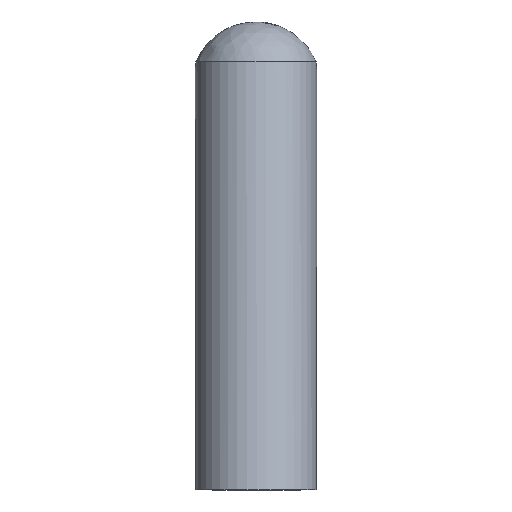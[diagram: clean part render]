
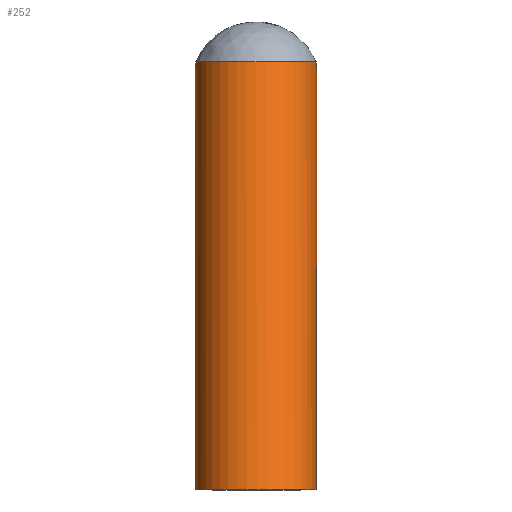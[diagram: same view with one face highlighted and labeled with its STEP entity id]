
A CAD part, front view. The second image highlights one B-rep face of the part: STEP entity #252.
In plain terms, the highlighted cylindrical face has radius 26.52 mm (diameter 53.04 mm), a partial arc.
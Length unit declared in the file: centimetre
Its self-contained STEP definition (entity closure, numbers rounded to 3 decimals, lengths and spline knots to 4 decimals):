
#17=CYLINDRICAL_SURFACE('',#305,2.652);
#23=LINE('',#480,#31);
#25=LINE('',#484,#33);
#31=VECTOR('',#370,1.);
#33=VECTOR('',#374,1.);
#59=FACE_OUTER_BOUND('',#76,.T.);
#76=EDGE_LOOP('',(#209,#210,#211,#212,#213,#214,#215,#216,#217,#218));
#82=ELLIPSE('',#278,2.7456,2.652);
#83=ELLIPSE('',#281,2.7456,2.652);
#85=ELLIPSE('',#289,2.7456,2.652);
#87=ELLIPSE('',#292,2.7456,2.652);
#93=ELLIPSE('',#303,2.7456,2.652);
#95=ELLIPSE('',#306,10.2465,2.652);
#96=ELLIPSE('',#307,10.2465,2.652);
#97=ELLIPSE('',#308,10.2465,2.652);
#103=VERTEX_POINT('',#420);
#104=VERTEX_POINT('',#421);
#105=VERTEX_POINT('',#425);
#108=VERTEX_POINT('',#462);
#110=VERTEX_POINT('',#467);
#112=VERTEX_POINT('',#471);
#115=VERTEX_POINT('',#479);
#116=VERTEX_POINT('',#483);
#119=VERTEX_POINT('',#496);
#120=VERTEX_POINT('',#501);
#127=EDGE_CURVE('',#103,#104,#82,.T.);
#129=EDGE_CURVE('',#105,#103,#83,.T.);
#136=EDGE_CURVE('',#104,#108,#85,.T.);
#140=EDGE_CURVE('',#110,#112,#87,.T.);
#143=EDGE_CURVE('',#115,#110,#23,.T.);
#145=EDGE_CURVE('',#112,#116,#25,.T.);
#152=EDGE_CURVE('',#119,#105,#93,.T.);
#154=EDGE_CURVE('',#116,#119,#95,.T.);
#155=EDGE_CURVE('',#108,#120,#96,.T.);
#156=EDGE_CURVE('',#120,#115,#97,.T.);
#209=ORIENTED_EDGE('',*,*,#143,.T.);
#210=ORIENTED_EDGE('',*,*,#140,.T.);
#211=ORIENTED_EDGE('',*,*,#145,.T.);
#212=ORIENTED_EDGE('',*,*,#154,.T.);
#213=ORIENTED_EDGE('',*,*,#152,.T.);
#214=ORIENTED_EDGE('',*,*,#129,.T.);
#215=ORIENTED_EDGE('',*,*,#127,.T.);
#216=ORIENTED_EDGE('',*,*,#136,.T.);
#217=ORIENTED_EDGE('',*,*,#155,.T.);
#218=ORIENTED_EDGE('',*,*,#156,.T.);
#252=ADVANCED_FACE('',(#59),#17,.T.);
#278=AXIS2_PLACEMENT_3D('',#422,#332,#333);
#281=AXIS2_PLACEMENT_3D('',#426,#338,#339);
#289=AXIS2_PLACEMENT_3D('',#464,#354,#355);
#292=AXIS2_PLACEMENT_3D('',#473,#362,#363);
#303=AXIS2_PLACEMENT_3D('',#497,#390,#391);
#305=AXIS2_PLACEMENT_3D('',#499,#394,#395);
#306=AXIS2_PLACEMENT_3D('',#500,#396,#397);
#307=AXIS2_PLACEMENT_3D('',#502,#398,#399);
#308=AXIS2_PLACEMENT_3D('',#503,#400,#401);
#332=DIRECTION('center_axis',(0.,0.,-1.));
#333=DIRECTION('ref_axis',(0.,-1.,0.));
#338=DIRECTION('center_axis',(0.,0.,-1.));
#339=DIRECTION('ref_axis',(0.,-1.,0.));
#354=DIRECTION('center_axis',(0.,0.,-1.));
#355=DIRECTION('ref_axis',(0.,-1.,0.));
#362=DIRECTION('center_axis',(0.,0.,1.));
#363=DIRECTION('ref_axis',(0.,-1.,0.));
#370=DIRECTION('',(0.,-0.259,-0.966));
#374=DIRECTION('',(0.,0.259,0.966));
#390=DIRECTION('center_axis',(0.,0.,-1.));
#391=DIRECTION('ref_axis',(0.,-1.,0.));
#394=DIRECTION('center_axis',(0.,0.259,0.966));
#395=DIRECTION('ref_axis',(-1.,0.,0.));
#396=DIRECTION('center_axis',(0.,-1.,0.));
#397=DIRECTION('ref_axis',(0.,0.,-1.));
#398=DIRECTION('center_axis',(0.,-1.,0.));
#399=DIRECTION('ref_axis',(0.,0.,-1.));
#400=DIRECTION('center_axis',(0.,-1.,0.));
#401=DIRECTION('ref_axis',(0.,0.,1.));
#420=CARTESIAN_POINT('',(0.,-2.6299,19.75));
#421=CARTESIAN_POINT('',(-2.5627,-0.5907,19.75));
#422=CARTESIAN_POINT('Origin',(0.,0.1156,19.75));
#425=CARTESIAN_POINT('',(2.5627,-0.5907,19.75));
#426=CARTESIAN_POINT('Origin',(0.,0.1156,19.75));
#462=CARTESIAN_POINT('',(-2.6496,0.,19.75));
#464=CARTESIAN_POINT('Origin',(0.,0.1156,19.75));
#467=CARTESIAN_POINT('',(-2.648,-4.7577,1.));
#471=CARTESIAN_POINT('',(2.652,-4.9084,1.));
#473=CARTESIAN_POINT('Origin',(0.,-4.9084,1.));
#479=CARTESIAN_POINT('',(-2.648,0.,18.756));
#480=CARTESIAN_POINT('',(-2.648,-5.0357,-0.0377));
#483=CARTESIAN_POINT('',(2.652,0.,19.3185));
#484=CARTESIAN_POINT('',(2.652,-5.1764,0.));
#496=CARTESIAN_POINT('',(2.6496,0.,19.75));
#497=CARTESIAN_POINT('Origin',(0.,0.1156,19.75));
#499=CARTESIAN_POINT('Origin',(0.,-5.1764,0.));
#500=CARTESIAN_POINT('Origin',(0.,0.,19.3185));
#501=CARTESIAN_POINT('',(-2.652,0.,19.3185));
#502=CARTESIAN_POINT('Origin',(0.,0.,19.3185));
#503=CARTESIAN_POINT('Origin',(0.,0.,19.3185));
